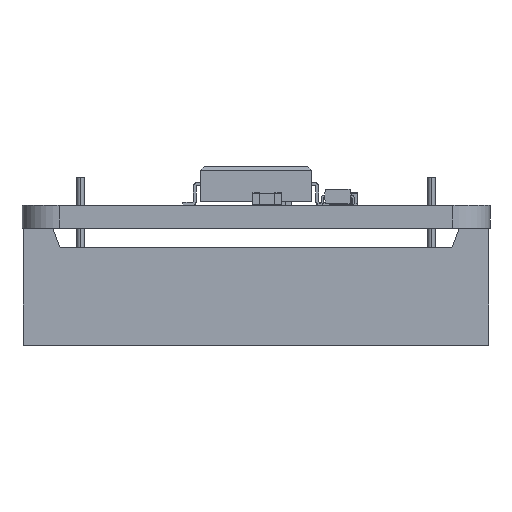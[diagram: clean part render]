
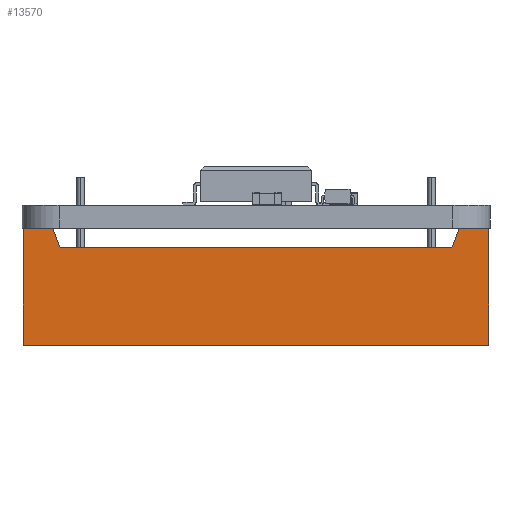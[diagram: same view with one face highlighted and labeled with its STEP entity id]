
A CAD part, left-side view. The second image highlights one B-rep face of the part: STEP entity #13570.
In plain terms, the highlighted planar face has unit normal (-1, 0, 0).
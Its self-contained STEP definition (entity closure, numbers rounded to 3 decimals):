
#1801 = CARTESIAN_POINT ( 'NONE',  ( -15.9, 15.9, 0. ) ) ;
#3022 = LINE ( 'NONE', #18144, #7688 ) ;
#3508 = VECTOR ( 'NONE', #11905, 1000. ) ;
#3870 = DIRECTION ( 'NONE',  ( 0., 0., -1. ) ) ;
#4364 = DIRECTION ( 'NONE',  ( 0., -1., 0. ) ) ;
#5047 = DIRECTION ( 'NONE',  ( 0., 0., -1. ) ) ;
#5397 = DIRECTION ( 'NONE',  ( 0., 0., -1. ) ) ;
#6757 = CARTESIAN_POINT ( 'NONE',  ( -15.9, 15.9, 0. ) ) ;
#7590 = LINE ( 'NONE', #19380, #3508 ) ;
#7688 = VECTOR ( 'NONE', #7957, 1000. ) ;
#7838 = EDGE_CURVE ( 'NONE', #15650, #18574, #13572, .T. ) ;
#7938 = DIRECTION ( 'NONE',  ( 0., -0.359, 0.933 ) ) ;
#7957 = DIRECTION ( 'NONE',  ( 0., -1., 0. ) ) ;
#8306 = VECTOR ( 'NONE', #15957, 1000. ) ;
#9098 = LINE ( 'NONE', #16571, #24094 ) ;
#9173 = VERTEX_POINT ( 'NONE', #16623 ) ;
#9403 = VERTEX_POINT ( 'NONE', #12177 ) ;
#9433 = FACE_OUTER_BOUND ( 'NONE', #29185, .T. ) ;
#10670 = CARTESIAN_POINT ( 'NONE',  ( -15.9, -13.9, 0. ) ) ;
#10959 = LINE ( 'NONE', #20518, #16782 ) ;
#11165 = CARTESIAN_POINT ( 'NONE',  ( -15.9, 15.9, -8. ) ) ;
#11598 = ORIENTED_EDGE ( 'NONE', *, *, #16907, .F. ) ;
#11867 = ORIENTED_EDGE ( 'NONE', *, *, #17095, .T. ) ;
#11905 = DIRECTION ( 'NONE',  ( 0., 0.359, 0.933 ) ) ;
#12177 = CARTESIAN_POINT ( 'NONE',  ( -15.9, -13.4, -1.3 ) ) ;
#13089 = VECTOR ( 'NONE', #4364, 1000. ) ;
#13570 = ADVANCED_FACE ( 'NONE', ( #9433 ), #16437, .F. ) ;
#13572 = LINE ( 'NONE', #13730, #8306 ) ;
#13730 = CARTESIAN_POINT ( 'NONE',  ( -15.9, 0., -8. ) ) ;
#14052 = DIRECTION ( 'NONE',  ( 1., 0., 0. ) ) ;
#14064 = AXIS2_PLACEMENT_3D ( 'NONE', #30770, #14052, #3870 ) ;
#14192 = ORIENTED_EDGE ( 'NONE', *, *, #14675, .F. ) ;
#14675 = EDGE_CURVE ( 'NONE', #21867, #14986, #31278, .T. ) ;
#14986 = VERTEX_POINT ( 'NONE', #20431 ) ;
#15650 = VERTEX_POINT ( 'NONE', #15720 ) ;
#15720 = CARTESIAN_POINT ( 'NONE',  ( -15.9, -15.9, -8. ) ) ;
#15758 = VECTOR ( 'NONE', #5397, 1000. ) ;
#15957 = DIRECTION ( 'NONE',  ( 0., 1., 0. ) ) ;
#16437 = PLANE ( 'NONE',  #14064 ) ;
#16571 = CARTESIAN_POINT ( 'NONE',  ( -15.9, -13.9, 0. ) ) ;
#16623 = CARTESIAN_POINT ( 'NONE',  ( -15.9, 13.4, -1.3 ) ) ;
#16744 = EDGE_CURVE ( 'NONE', #21867, #18574, #19575, .T. ) ;
#16782 = VECTOR ( 'NONE', #7938, 1000. ) ;
#16907 = EDGE_CURVE ( 'NONE', #9403, #20109, #10959, .T. ) ;
#17095 = EDGE_CURVE ( 'NONE', #9173, #14986, #7590, .T. ) ;
#17104 = EDGE_CURVE ( 'NONE', #23660, #15650, #29085, .T. ) ;
#17506 = CARTESIAN_POINT ( 'NONE',  ( -15.9, 15.9, -6.9 ) ) ;
#18144 = CARTESIAN_POINT ( 'NONE',  ( -15.9, 13.4, -1.3 ) ) ;
#18433 = ORIENTED_EDGE ( 'NONE', *, *, #20965, .F. ) ;
#18574 = VERTEX_POINT ( 'NONE', #11165 ) ;
#18656 = DIRECTION ( 'NONE',  ( 0., -1., 0. ) ) ;
#19247 = ORIENTED_EDGE ( 'NONE', *, *, #17104, .F. ) ;
#19380 = CARTESIAN_POINT ( 'NONE',  ( -15.9, 13.4, -1.3 ) ) ;
#19575 = LINE ( 'NONE', #17506, #15758 ) ;
#20109 = VERTEX_POINT ( 'NONE', #10670 ) ;
#20431 = CARTESIAN_POINT ( 'NONE',  ( -15.9, 13.9, 0. ) ) ;
#20518 = CARTESIAN_POINT ( 'NONE',  ( -15.9, -13.4, -1.3 ) ) ;
#20965 = EDGE_CURVE ( 'NONE', #20109, #23660, #9098, .T. ) ;
#21867 = VERTEX_POINT ( 'NONE', #1801 ) ;
#22104 = CARTESIAN_POINT ( 'NONE',  ( -15.9, -15.9, -6.9 ) ) ;
#22741 = ORIENTED_EDGE ( 'NONE', *, *, #28082, .F. ) ;
#23660 = VERTEX_POINT ( 'NONE', #24469 ) ;
#24094 = VECTOR ( 'NONE', #18656, 1000. ) ;
#24469 = CARTESIAN_POINT ( 'NONE',  ( -15.9, -15.9, 0. ) ) ;
#26868 = ORIENTED_EDGE ( 'NONE', *, *, #7838, .F. ) ;
#26967 = VECTOR ( 'NONE', #5047, 1000. ) ;
#28082 = EDGE_CURVE ( 'NONE', #9173, #9403, #3022, .T. ) ;
#29085 = LINE ( 'NONE', #22104, #26967 ) ;
#29185 = EDGE_LOOP ( 'NONE', ( #22741, #11867, #14192, #29400, #26868, #19247, #18433, #11598 ) ) ;
#29400 = ORIENTED_EDGE ( 'NONE', *, *, #16744, .T. ) ;
#30770 = CARTESIAN_POINT ( 'NONE',  ( -15.9, -15.9, 0. ) ) ;
#31278 = LINE ( 'NONE', #6757, #13089 ) ;
